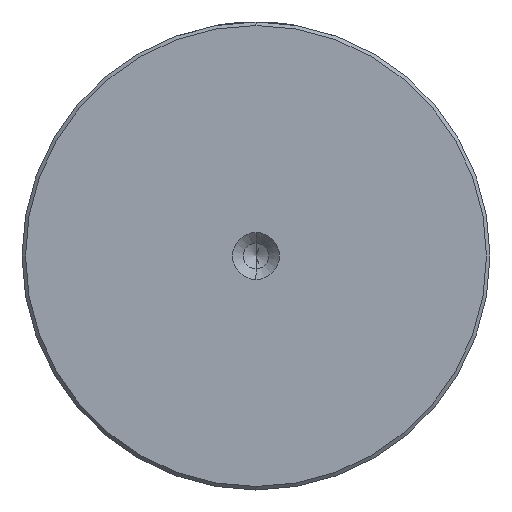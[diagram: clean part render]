
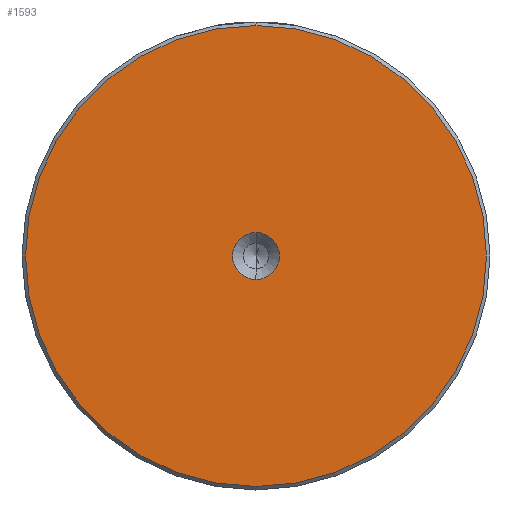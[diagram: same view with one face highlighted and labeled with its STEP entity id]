
A CAD part, left-side view. The second image highlights one B-rep face of the part: STEP entity #1593.
In plain terms, the highlighted planar face has unit normal (-1, 0, 0).
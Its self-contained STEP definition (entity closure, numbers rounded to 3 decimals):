
#11 = EDGE_CURVE ( 'NONE', #340, #401, #640, .T. ) ;
#53 = DIRECTION ( 'NONE',  ( 0., 0., 1. ) ) ;
#186 = CARTESIAN_POINT ( 'NONE',  ( 0., 0., 0. ) ) ;
#218 = EDGE_CURVE ( 'NONE', #401, #340, #1367, .T. ) ;
#228 = CARTESIAN_POINT ( 'NONE',  ( 0., 0., -3.3 ) ) ;
#231 = FACE_BOUND ( 'NONE', #2345, .T. ) ;
#340 = VERTEX_POINT ( 'NONE', #970 ) ;
#366 = CARTESIAN_POINT ( 'NONE',  ( 0., 0., 0. ) ) ;
#401 = VERTEX_POINT ( 'NONE', #228 ) ;
#402 = DIRECTION ( 'NONE',  ( 0., 0., 1. ) ) ;
#568 = DIRECTION ( 'NONE',  ( 0., 0., 1. ) ) ;
#580 = PLANE ( 'NONE',  #1267 ) ;
#591 = DIRECTION ( 'NONE',  ( -1., 0., 0. ) ) ;
#593 = DIRECTION ( 'NONE',  ( -1., 0., 0. ) ) ;
#630 = CARTESIAN_POINT ( 'NONE',  ( 0., 0., 32.5 ) ) ;
#639 = VERTEX_POINT ( 'NONE', #630 ) ;
#640 = CIRCLE ( 'NONE', #2169, 3.3 ) ;
#698 = CARTESIAN_POINT ( 'NONE',  ( 0., 0., -32.5 ) ) ;
#892 = FACE_OUTER_BOUND ( 'NONE', #1081, .T. ) ;
#970 = CARTESIAN_POINT ( 'NONE',  ( 0., 0., 3.3 ) ) ;
#1081 = EDGE_LOOP ( 'NONE', ( #2099, #1159 ) ) ;
#1143 = AXIS2_PLACEMENT_3D ( 'NONE', #186, #1562, #402 ) ;
#1155 = EDGE_CURVE ( 'NONE', #1997, #639, #1679, .T. ) ;
#1159 = ORIENTED_EDGE ( 'NONE', *, *, #1625, .T. ) ;
#1259 = DIRECTION ( 'NONE',  ( -1., 0., 0. ) ) ;
#1267 = AXIS2_PLACEMENT_3D ( 'NONE', #2501, #593, #1942 ) ;
#1367 = CIRCLE ( 'NONE', #1928, 3.3 ) ;
#1562 = DIRECTION ( 'NONE',  ( -1., 0., 0. ) ) ;
#1593 = ADVANCED_FACE ( 'NONE', ( #892, #231 ), #580, .T. ) ;
#1625 = EDGE_CURVE ( 'NONE', #639, #1997, #1739, .T. ) ;
#1631 = DIRECTION ( 'NONE',  ( 0., 0., 1. ) ) ;
#1679 = CIRCLE ( 'NONE', #1712, 32.5 ) ;
#1712 = AXIS2_PLACEMENT_3D ( 'NONE', #2392, #1259, #53 ) ;
#1739 = CIRCLE ( 'NONE', #1143, 32.5 ) ;
#1748 = ORIENTED_EDGE ( 'NONE', *, *, #218, .F. ) ;
#1751 = DIRECTION ( 'NONE',  ( -1., 0., 0. ) ) ;
#1781 = CARTESIAN_POINT ( 'NONE',  ( 0., 0., 0. ) ) ;
#1928 = AXIS2_PLACEMENT_3D ( 'NONE', #1781, #1751, #1631 ) ;
#1942 = DIRECTION ( 'NONE',  ( 0., 0., 1. ) ) ;
#1968 = ORIENTED_EDGE ( 'NONE', *, *, #11, .F. ) ;
#1997 = VERTEX_POINT ( 'NONE', #698 ) ;
#2099 = ORIENTED_EDGE ( 'NONE', *, *, #1155, .T. ) ;
#2169 = AXIS2_PLACEMENT_3D ( 'NONE', #366, #591, #568 ) ;
#2345 = EDGE_LOOP ( 'NONE', ( #1968, #1748 ) ) ;
#2392 = CARTESIAN_POINT ( 'NONE',  ( 0., 0., 0. ) ) ;
#2501 = CARTESIAN_POINT ( 'NONE',  ( 0., 0., 0. ) ) ;
